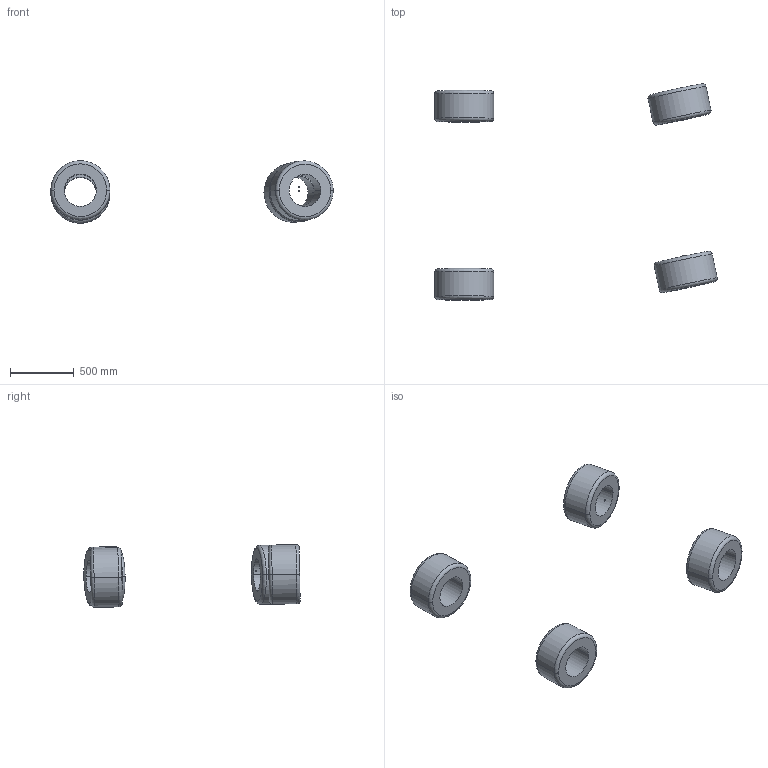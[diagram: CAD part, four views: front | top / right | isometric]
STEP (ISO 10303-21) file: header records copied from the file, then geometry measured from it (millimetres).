
FILE_DESCRIPTION(('CATIA V5 STEP Exchange'),'2;1');
FILE_NAME('tiya.stp','2018-12-29T10:13:11+00:00',('none'),('none'),'CATIA Version 5 Release 17 (IN-10)','CATIA V5 STEP AP203','none');
FILE_SCHEMA(('CONFIG_CONTROL_DESIGN'));
Length unit declared in the file: millimetre
Products named in the file (3): 2019model; AssyTsutsui2018A; AssyTsutsui2018
Assembly tree (6 placements, depth 4):
  2019model
    AssyTsutsui2018A
      AssyTsutsui2018
        #68
        #412  x2
        #677
Bounding box: 2220.87 x 1700.28 x 492.7 mm (x, y, z)
Volume: 113749808.1 mm3; surface area: 3010460 mm2
Topology: 6 solids, 6 shells, 48 faces, 92 edges, 56 vertices
Faces by surface type: cylinder 20, torus 16, plane 12
Entity records: 1044 total; most frequent: CARTESIAN_POINT 158, DIRECTION 156, ORIENTED_EDGE 144, AXIS2_PLACEMENT_3D 98, EDGE_CURVE 72, CIRCLE 56, EDGE_LOOP 44, VERTEX_POINT 44
